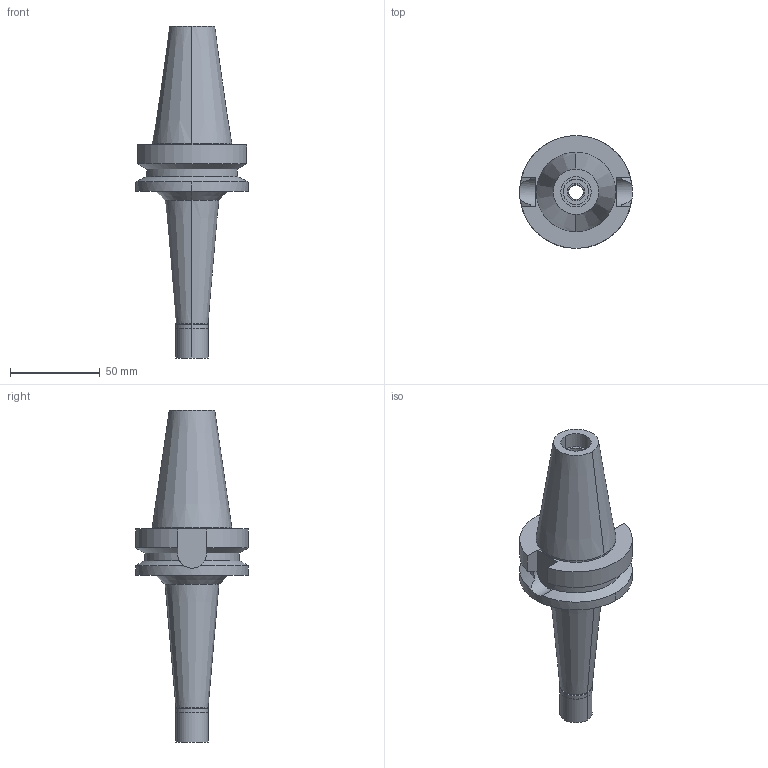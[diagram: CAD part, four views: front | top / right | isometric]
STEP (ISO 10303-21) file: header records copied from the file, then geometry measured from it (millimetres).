
FILE_DESCRIPTION((''),'2;1');
FILE_NAME('BBT40MS08120T-080_ASM','2018-05-17T',('ykawabe'),(''),'CREO PARAMETRIC BY PTC INC, 2016380','CREO PARAMETRIC BY PTC INC, 2016380','');
FILE_SCHEMA(('AUTOMOTIVE_DESIGN { 1 0 10303 214 1 1 1 1 }'));
Length unit declared in the file: millimetre
Products named in the file (5): BBT40-MEGA8S-120T_1; NBC8S-8AA_1; MGN8S_1; DXF_TEMP_ASSY_ASM_4_ASM; BBT40MS08120T-080_ASM
Assembly tree (4 placements, depth 3):
  BBT40MS08120T-080_ASM
    DXF_TEMP_ASSY_ASM_4_ASM
      BBT40-MEGA8S-120T_1
      NBC8S-8AA_1
      MGN8S_1
Bounding box: 63 x 63 x 185.4 mm (x, y, z)
Volume: 156870.4 mm3; surface area: 35093.5 mm2
Topology: 3 solids, 3 shells, 101 faces, 229 edges, 147 vertices
Faces by surface type: cylinder 50, cone 26, plane 25
Entity records: 4527 total; most frequent: DIRECTION 588, CARTESIAN_POINT 582, ORIENTED_EDGE 458, AXIS2_PLACEMENT_3D 250, PRESENTATION_STYLE_ASSIGNMENT 237, STYLED_ITEM 237, CURVE_STYLE 234, EDGE_CURVE 229
